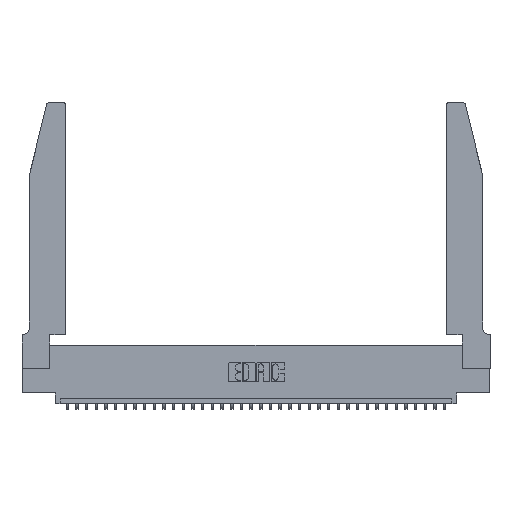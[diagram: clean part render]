
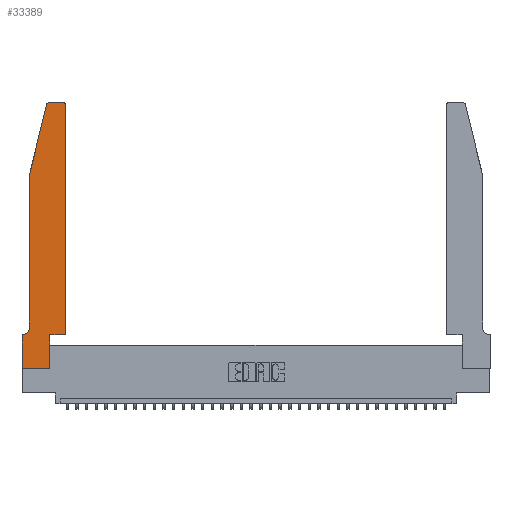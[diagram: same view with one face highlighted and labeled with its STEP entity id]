
A CAD part, top view. The second image highlights one B-rep face of the part: STEP entity #33389.
In plain terms, the highlighted planar face has unit normal (0, 0, 1).
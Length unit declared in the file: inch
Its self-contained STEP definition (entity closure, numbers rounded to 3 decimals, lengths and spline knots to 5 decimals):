
#282 = ORIENTED_EDGE ( 'NONE', *, *, #28481, .T. ) ;
#1262 = ORIENTED_EDGE ( 'NONE', *, *, #15259, .T. ) ;
#1997 = EDGE_CURVE ( 'NONE', #30810, #7176, #15160, .T. ) ;
#2037 = VERTEX_POINT ( 'NONE', #27749 ) ;
#2167 = CARTESIAN_POINT ( 'NONE',  ( 0.284, 2.72, 0.37 ) ) ;
#2427 = CARTESIAN_POINT ( 'NONE',  ( 0.0755, 2., 0.37 ) ) ;
#3603 = DIRECTION ( 'NONE',  ( -1., 0., 0. ) ) ;
#3657 = CARTESIAN_POINT ( 'NONE',  ( 0.0055, 0.35, 0.37 ) ) ;
#4323 = CARTESIAN_POINT ( 'NONE',  ( 0.4505, 0.35, 0.37 ) ) ;
#4346 = VERTEX_POINT ( 'NONE', #22113 ) ;
#5644 = VECTOR ( 'NONE', #30011, 39.37008 ) ;
#6136 = VECTOR ( 'NONE', #6825, 39.37008 ) ;
#6571 = CARTESIAN_POINT ( 'NONE',  ( 0.25487, 2.72718, 0.37 ) ) ;
#6615 = DIRECTION ( 'NONE',  ( 0., 0., -1. ) ) ;
#6825 = DIRECTION ( 'NONE',  ( 0., 1., 0. ) ) ;
#6908 = EDGE_CURVE ( 'NONE', #2037, #31264, #21703, .T. ) ;
#7176 = VERTEX_POINT ( 'NONE', #18696 ) ;
#7588 = ORIENTED_EDGE ( 'NONE', *, *, #31302, .T. ) ;
#7612 = DIRECTION ( 'NONE',  ( 1., 0., 0. ) ) ;
#7884 = EDGE_CURVE ( 'NONE', #13463, #30588, #12581, .T. ) ;
#8097 = VERTEX_POINT ( 'NONE', #6571 ) ;
#8621 = CARTESIAN_POINT ( 'NONE',  ( 0.4505, 0.35, 0.37 ) ) ;
#8978 = CARTESIAN_POINT ( 'NONE',  ( 0.0755, 0.35, 0.37 ) ) ;
#9729 = ORIENTED_EDGE ( 'NONE', *, *, #1997, .T. ) ;
#10050 = ORIENTED_EDGE ( 'NONE', *, *, #34218, .T. ) ;
#10552 = VECTOR ( 'NONE', #31504, 39.37008 ) ;
#10685 = CIRCLE ( 'NONE', #16327, 0.03 ) ;
#10969 = EDGE_LOOP ( 'NONE', ( #13150, #27760, #7588, #9729, #1262, #19918, #282, #25136, #10050, #16400, #32706, #34484 ) ) ;
#11121 = DIRECTION ( 'NONE',  ( 0., -1., 0. ) ) ;
#11450 = CARTESIAN_POINT ( 'NONE',  ( 0.2865, 0.35, 0.37 ) ) ;
#12426 = VERTEX_POINT ( 'NONE', #20499 ) ;
#12581 = LINE ( 'NONE', #33717, #5644 ) ;
#13150 = ORIENTED_EDGE ( 'NONE', *, *, #18365, .T. ) ;
#13157 = CARTESIAN_POINT ( 'NONE',  ( 0., 0., 0.37 ) ) ;
#13356 = VERTEX_POINT ( 'NONE', #14181 ) ;
#13463 = VERTEX_POINT ( 'NONE', #22908 ) ;
#14181 = CARTESIAN_POINT ( 'NONE',  ( 0.4505, 2.72, 0.37 ) ) ;
#14286 = LINE ( 'NONE', #4323, #6136 ) ;
#14320 = LINE ( 'NONE', #11450, #15650 ) ;
#15160 = LINE ( 'NONE', #24889, #22409 ) ;
#15259 = EDGE_CURVE ( 'NONE', #7176, #33010, #28309, .T. ) ;
#15297 = VECTOR ( 'NONE', #35027, 39.37008 ) ;
#15322 = CARTESIAN_POINT ( 'NONE',  ( 0.0755, 2., 0.37 ) ) ;
#15650 = VECTOR ( 'NONE', #27355, 39.37008 ) ;
#15654 = DIRECTION ( 'NONE',  ( 0., 0., 1. ) ) ;
#16087 = PLANE ( 'NONE',  #26041 ) ;
#16327 = AXIS2_PLACEMENT_3D ( 'NONE', #18398, #15654, #7612 ) ;
#16400 = ORIENTED_EDGE ( 'NONE', *, *, #7884, .T. ) ;
#16769 = DIRECTION ( 'NONE',  ( 1., 0., 0. ) ) ;
#17870 = LINE ( 'NONE', #28651, #10552 ) ;
#18365 = EDGE_CURVE ( 'NONE', #4346, #25833, #17870, .T. ) ;
#18398 = CARTESIAN_POINT ( 'NONE',  ( 0.4205, 2.72, 0.37 ) ) ;
#18696 = CARTESIAN_POINT ( 'NONE',  ( 0.0755, 0.42, 0.37 ) ) ;
#19918 = ORIENTED_EDGE ( 'NONE', *, *, #29489, .T. ) ;
#20159 = CARTESIAN_POINT ( 'NONE',  ( 0.0055, 0.42, 0.37 ) ) ;
#20405 = EDGE_CURVE ( 'NONE', #25833, #8097, #27858, .T. ) ;
#20499 = CARTESIAN_POINT ( 'NONE',  ( 0., 0.35, 0.37 ) ) ;
#20697 = VECTOR ( 'NONE', #21076, 39.37008 ) ;
#21076 = DIRECTION ( 'NONE',  ( 0., -1., 0. ) ) ;
#21703 = LINE ( 'NONE', #24191, #15297 ) ;
#22113 = CARTESIAN_POINT ( 'NONE',  ( 0.4205, 2.75, 0.37 ) ) ;
#22409 = VECTOR ( 'NONE', #11121, 39.37008 ) ;
#22908 = CARTESIAN_POINT ( 'NONE',  ( 0.2865, 0.35, 0.37 ) ) ;
#22977 = CARTESIAN_POINT ( 'NONE',  ( 0.2865, 0., 0.37 ) ) ;
#23819 = DIRECTION ( 'NONE',  ( 1., 0., 0. ) ) ;
#24191 = CARTESIAN_POINT ( 'NONE',  ( 0., 0., 0.37 ) ) ;
#24889 = CARTESIAN_POINT ( 'NONE',  ( 0.0755, 2., 0.37 ) ) ;
#25136 = ORIENTED_EDGE ( 'NONE', *, *, #6908, .T. ) ;
#25354 = AXIS2_PLACEMENT_3D ( 'NONE', #20159, #6615, #25761 ) ;
#25761 = DIRECTION ( 'NONE',  ( -1., 0., 0. ) ) ;
#25833 = VERTEX_POINT ( 'NONE', #27536 ) ;
#25932 = AXIS2_PLACEMENT_3D ( 'NONE', #2167, #34771, #23819 ) ;
#26041 = AXIS2_PLACEMENT_3D ( 'NONE', #27068, #30268, #16769 ) ;
#26298 = DIRECTION ( 'NONE',  ( -0.239, -0.971, 0. ) ) ;
#27068 = CARTESIAN_POINT ( 'NONE',  ( 0., 0.35, 0.37 ) ) ;
#27355 = DIRECTION ( 'NONE',  ( 0., 1., 0. ) ) ;
#27536 = CARTESIAN_POINT ( 'NONE',  ( 0.284, 2.75, 0.37 ) ) ;
#27749 = CARTESIAN_POINT ( 'NONE',  ( 0., 0., 0.37 ) ) ;
#27760 = ORIENTED_EDGE ( 'NONE', *, *, #20405, .T. ) ;
#27858 = CIRCLE ( 'NONE', #25932, 0.03 ) ;
#28309 = CIRCLE ( 'NONE', #25354, 0.07 ) ;
#28481 = EDGE_CURVE ( 'NONE', #12426, #2037, #34302, .T. ) ;
#28651 = CARTESIAN_POINT ( 'NONE',  ( 0.2605, 2.75, 0.37 ) ) ;
#29032 = VECTOR ( 'NONE', #26298, 39.37008 ) ;
#29489 = EDGE_CURVE ( 'NONE', #33010, #12426, #32130, .T. ) ;
#30011 = DIRECTION ( 'NONE',  ( 1., 0., 0. ) ) ;
#30268 = DIRECTION ( 'NONE',  ( 0., 0., 1. ) ) ;
#30297 = EDGE_CURVE ( 'NONE', #13356, #4346, #10685, .T. ) ;
#30588 = VERTEX_POINT ( 'NONE', #8621 ) ;
#30701 = LINE ( 'NONE', #15322, #29032 ) ;
#30810 = VERTEX_POINT ( 'NONE', #2427 ) ;
#31264 = VERTEX_POINT ( 'NONE', #22977 ) ;
#31302 = EDGE_CURVE ( 'NONE', #8097, #30810, #30701, .T. ) ;
#31504 = DIRECTION ( 'NONE',  ( -1., 0., 0. ) ) ;
#32130 = LINE ( 'NONE', #8978, #34272 ) ;
#32340 = FACE_OUTER_BOUND ( 'NONE', #10969, .T. ) ;
#32706 = ORIENTED_EDGE ( 'NONE', *, *, #34540, .T. ) ;
#33010 = VERTEX_POINT ( 'NONE', #3657 ) ;
#33389 = ADVANCED_FACE ( 'NONE', ( #32340 ), #16087, .T. ) ;
#33717 = CARTESIAN_POINT ( 'NONE',  ( 0.4505, 0.35, 0.37 ) ) ;
#34218 = EDGE_CURVE ( 'NONE', #31264, #13463, #14320, .T. ) ;
#34272 = VECTOR ( 'NONE', #3603, 39.37008 ) ;
#34302 = LINE ( 'NONE', #13157, #20697 ) ;
#34484 = ORIENTED_EDGE ( 'NONE', *, *, #30297, .T. ) ;
#34540 = EDGE_CURVE ( 'NONE', #30588, #13356, #14286, .T. ) ;
#34771 = DIRECTION ( 'NONE',  ( 0., 0., 1. ) ) ;
#35027 = DIRECTION ( 'NONE',  ( 1., 0., 0. ) ) ;
